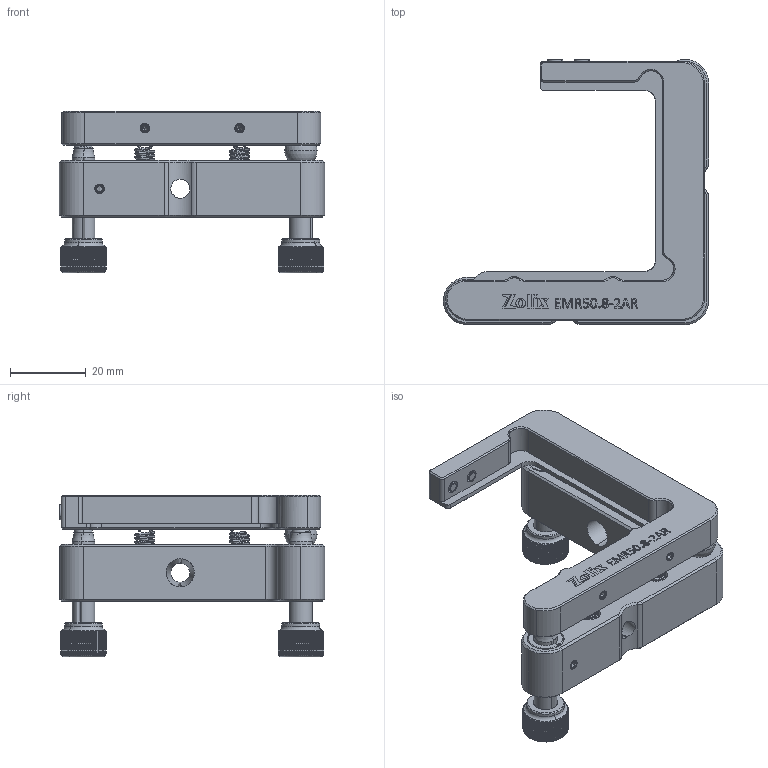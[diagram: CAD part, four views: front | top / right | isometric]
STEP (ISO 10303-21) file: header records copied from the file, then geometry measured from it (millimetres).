
FILE_DESCRIPTION (( 'STEP AP203' ), '1' );
FILE_NAME ('EMR50.8-2AR.STEP', '2025-06-23T03:05:38', ( '' ), ( '' ), 'SwSTEP 2.0', 'SolidWorks 2020', '' );
FILE_SCHEMA (( 'CONFIG_CONTROL_DESIGN' ));
Products named in the file (1): EMR50.8-2AR
Bounding box: 70 x 70 x 42.71 mm (x, y, z)
Surface area: 20763.2 mm2 (no closed solid volume)
Topology: 0 solids, 28 shells, 1004 faces, 2892 edges, 1945 vertices
Faces by surface type: plane 499, cylinder 280, cone 147, torus 40, bspline 26, sphere 12
Entity records: 52660 total; most frequent: CARTESIAN_POINT 31670, ORIENTED_EDGE 5656, EDGE_CURVE 2860, B_SPLINE_CURVE_WITH_KNOTS 2610, DIRECTION 2204, VERTEX_POINT 1945, EDGE_LOOP 1089, ADVANCED_FACE 1004
